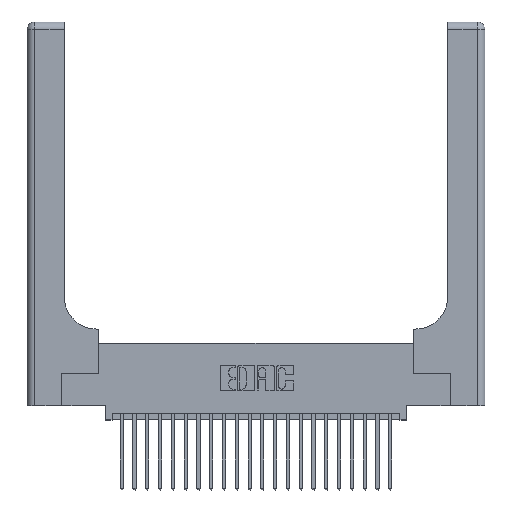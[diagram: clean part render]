
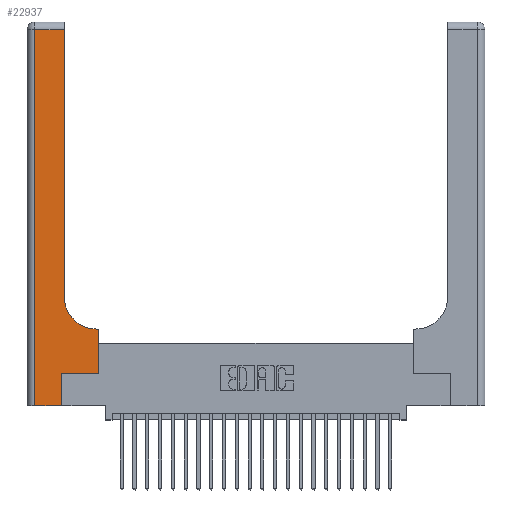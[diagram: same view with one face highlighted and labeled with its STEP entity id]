
A CAD part, top view. The second image highlights one B-rep face of the part: STEP entity #22937.
In plain terms, the highlighted planar face has unit normal (0, 0, 1).
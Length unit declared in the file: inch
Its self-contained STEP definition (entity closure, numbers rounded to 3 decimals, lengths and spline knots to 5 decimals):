
#272 = CARTESIAN_POINT ( 'NONE',  ( 0.5585, 0.25, 0.37 ) ) ;
#418 = EDGE_CURVE ( 'NONE', #22148, #2210, #4135, .T. ) ;
#616 = ORIENTED_EDGE ( 'NONE', *, *, #13414, .T. ) ;
#1021 = CARTESIAN_POINT ( 'NONE',  ( 0., 2.94, 0.37 ) ) ;
#1535 = ORIENTED_EDGE ( 'NONE', *, *, #3204, .T. ) ;
#2210 = VERTEX_POINT ( 'NONE', #20588 ) ;
#2582 = DIRECTION ( 'NONE',  ( 0., 0., -1. ) ) ;
#2647 = CARTESIAN_POINT ( 'NONE',  ( 0.5415, 0.85, 0.37 ) ) ;
#2754 = ORIENTED_EDGE ( 'NONE', *, *, #9467, .T. ) ;
#3204 = EDGE_CURVE ( 'NONE', #8365, #18529, #22339, .T. ) ;
#3224 = VERTEX_POINT ( 'NONE', #4095 ) ;
#3343 = EDGE_CURVE ( 'NONE', #3224, #12960, #11947, .T. ) ;
#3880 = DIRECTION ( 'NONE',  ( 0., 0., -1. ) ) ;
#3948 = CARTESIAN_POINT ( 'NONE',  ( 0.5415, 0.6, 0.37 ) ) ;
#4095 = CARTESIAN_POINT ( 'NONE',  ( 0.2915, 0.85, 0.37 ) ) ;
#4135 = LINE ( 'NONE', #21968, #22481 ) ;
#4243 = LINE ( 'NONE', #15348, #15642 ) ;
#4911 = ORIENTED_EDGE ( 'NONE', *, *, #10149, .T. ) ;
#5098 = CARTESIAN_POINT ( 'NONE',  ( 0.269, 0.25, 0.37 ) ) ;
#7154 = VECTOR ( 'NONE', #12982, 39.37008 ) ;
#7529 = DIRECTION ( 'NONE',  ( 1., 0., 0. ) ) ;
#8056 = CARTESIAN_POINT ( 'NONE',  ( 0.2915, 2.94, 0.37 ) ) ;
#8193 = VECTOR ( 'NONE', #7529, 39.37008 ) ;
#8365 = VERTEX_POINT ( 'NONE', #16947 ) ;
#8401 = DIRECTION ( 'NONE',  ( 1., 0., 0. ) ) ;
#8412 = FACE_OUTER_BOUND ( 'NONE', #10937, .T. ) ;
#8869 = AXIS2_PLACEMENT_3D ( 'NONE', #11860, #3880, #12039 ) ;
#9467 = EDGE_CURVE ( 'NONE', #19063, #3224, #11251, .T. ) ;
#9786 = PLANE ( 'NONE',  #8869 ) ;
#10149 = EDGE_CURVE ( 'NONE', #2210, #8365, #23368, .T. ) ;
#10332 = VERTEX_POINT ( 'NONE', #12593 ) ;
#10433 = VERTEX_POINT ( 'NONE', #13079 ) ;
#10937 = EDGE_LOOP ( 'NONE', ( #19080, #16463, #15822, #22827, #22733, #4911, #1535, #616, #2754 ) ) ;
#11223 = VECTOR ( 'NONE', #14822, 39.37008 ) ;
#11251 = CIRCLE ( 'NONE', #20685, 0.25 ) ;
#11860 = CARTESIAN_POINT ( 'NONE',  ( 0., 3., 0.37 ) ) ;
#11947 = LINE ( 'NONE', #13341, #17760 ) ;
#12039 = DIRECTION ( 'NONE',  ( -1., 0., 0. ) ) ;
#12265 = DIRECTION ( 'NONE',  ( 0., 1., 0. ) ) ;
#12482 = LINE ( 'NONE', #1021, #11223 ) ;
#12593 = CARTESIAN_POINT ( 'NONE',  ( 0.06, 2.94, 0.37 ) ) ;
#12960 = VERTEX_POINT ( 'NONE', #8056 ) ;
#12982 = DIRECTION ( 'NONE',  ( 1., 0., 0. ) ) ;
#13079 = CARTESIAN_POINT ( 'NONE',  ( 0.06, 0., 0.37 ) ) ;
#13341 = CARTESIAN_POINT ( 'NONE',  ( 0.2915, 3., 0.37 ) ) ;
#13368 = CARTESIAN_POINT ( 'NONE',  ( 0., 0., 0.37 ) ) ;
#13414 = EDGE_CURVE ( 'NONE', #18529, #19063, #4243, .T. ) ;
#13418 = DIRECTION ( 'NONE',  ( 0., 1., 0. ) ) ;
#13734 = VECTOR ( 'NONE', #21504, 39.37008 ) ;
#14032 = CARTESIAN_POINT ( 'NONE',  ( 0.5585, 0.6, 0.37 ) ) ;
#14822 = DIRECTION ( 'NONE',  ( -1., 0., 0. ) ) ;
#15348 = CARTESIAN_POINT ( 'NONE',  ( 0.2915, 0.6, 0.37 ) ) ;
#15642 = VECTOR ( 'NONE', #25278, 39.37008 ) ;
#15822 = ORIENTED_EDGE ( 'NONE', *, *, #16579, .T. ) ;
#16463 = ORIENTED_EDGE ( 'NONE', *, *, #21361, .T. ) ;
#16579 = EDGE_CURVE ( 'NONE', #10332, #10433, #18908, .T. ) ;
#16947 = CARTESIAN_POINT ( 'NONE',  ( 0.5585, 0.25, 0.37 ) ) ;
#17091 = LINE ( 'NONE', #13368, #8193 ) ;
#17181 = VECTOR ( 'NONE', #23584, 39.37008 ) ;
#17531 = CARTESIAN_POINT ( 'NONE',  ( 0.06, 3., 0.37 ) ) ;
#17760 = VECTOR ( 'NONE', #13418, 39.37008 ) ;
#18529 = VERTEX_POINT ( 'NONE', #14032 ) ;
#18908 = LINE ( 'NONE', #17531, #13734 ) ;
#19063 = VERTEX_POINT ( 'NONE', #3948 ) ;
#19080 = ORIENTED_EDGE ( 'NONE', *, *, #3343, .T. ) ;
#20588 = CARTESIAN_POINT ( 'NONE',  ( 0.269, 0.25, 0.37 ) ) ;
#20685 = AXIS2_PLACEMENT_3D ( 'NONE', #2647, #2582, #8401 ) ;
#20895 = EDGE_CURVE ( 'NONE', #10433, #22148, #17091, .T. ) ;
#21137 = CARTESIAN_POINT ( 'NONE',  ( 0.269, 0., 0.37 ) ) ;
#21361 = EDGE_CURVE ( 'NONE', #12960, #10332, #12482, .T. ) ;
#21504 = DIRECTION ( 'NONE',  ( 0., -1., 0. ) ) ;
#21968 = CARTESIAN_POINT ( 'NONE',  ( 0.269, 0., 0.37 ) ) ;
#22148 = VERTEX_POINT ( 'NONE', #21137 ) ;
#22339 = LINE ( 'NONE', #272, #17181 ) ;
#22481 = VECTOR ( 'NONE', #12265, 39.37008 ) ;
#22733 = ORIENTED_EDGE ( 'NONE', *, *, #418, .T. ) ;
#22827 = ORIENTED_EDGE ( 'NONE', *, *, #20895, .T. ) ;
#22937 = ADVANCED_FACE ( 'NONE', ( #8412 ), #9786, .F. ) ;
#23368 = LINE ( 'NONE', #5098, #7154 ) ;
#23584 = DIRECTION ( 'NONE',  ( 0., 1., 0. ) ) ;
#25278 = DIRECTION ( 'NONE',  ( -1., 0., 0. ) ) ;
